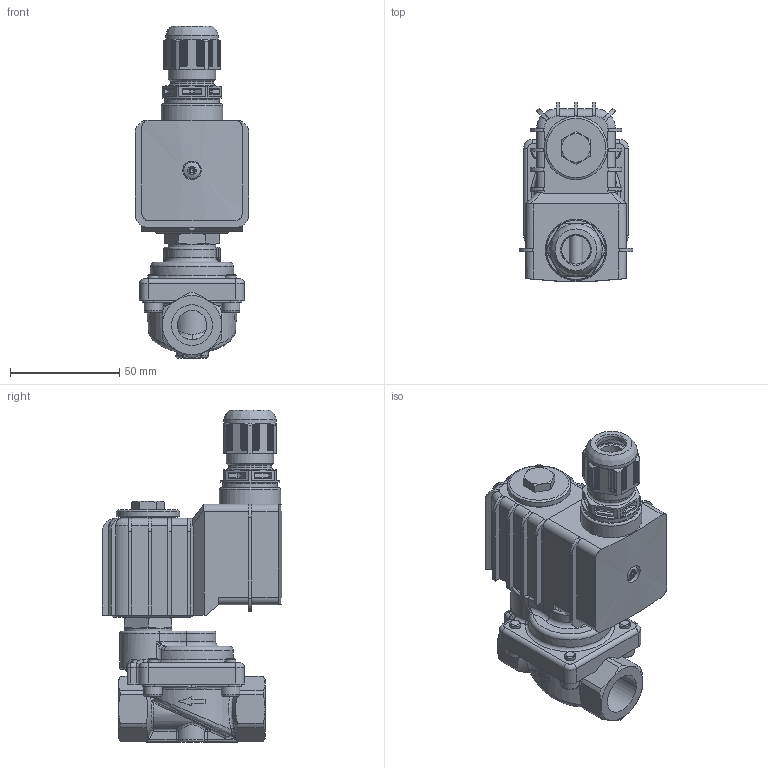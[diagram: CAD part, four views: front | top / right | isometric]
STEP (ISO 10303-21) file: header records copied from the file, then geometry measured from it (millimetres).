
FILE_DESCRIPTION(/* description */ ('3D-Modell'),/* implementation_level */ '2;1');
FILE_NAME(/* name */ '051.000427_C5123-1002-.048-OF.stp',/* time_stamp */ '2022-11-28T13:22:19+01:00',/* author */ ('CBeuthner'),/* organization */ (''),/* preprocessor_version */ 'ST-DEVELOPER v16.1',/* originating_system */ 'Autodesk Inventor 2016',/* authorisation */ '');
FILE_SCHEMA (('AUTOMOTIVE_DESIGN { 1 0 10303 214 3 1 1 }'));
Products named in the file (1): 88-005748
Bounding box: 52 x 82 x 151.7 mm (x, y, z)
Volume: 196500.3 mm3; surface area: 60620.1 mm2
Topology: 1 solids, 6 shells, 1341 faces, 3518 edges, 2236 vertices
Faces by surface type: plane 577, cylinder 333, cone 202, torus 112, bspline 85, sphere 32
Full cylindrical faces by diameter (mm): 1.2 x4, 1.6 x4, 3.242 x2, 3.9 x1, 5 x8, 5.5 x4, 6.3 x1, 6.7 x1, 8 x2, 8.5 x5, 9 x4, 13.3 x2, 13.5 x3, 16 x1, 18 x1, 18.5 x1, 18.631 x2, 19.488 x1, 19.5 x1, 19.941 x1, 20 x3, 20.5 x1, 21.8 x1, 21.9 x1, 23 x2, 24 x1, 24.9 x1, 25 x1, 27 x1, 28 x1
Entity records: 46066 total; most frequent: CARTESIAN_POINT 13600, ORIENTED_EDGE 6730, DIRECTION 6118, EDGE_CURVE 3365, AXIS2_PLACEMENT_3D 2264, VERTEX_POINT 2197, LINE 1590, VECTOR 1590
